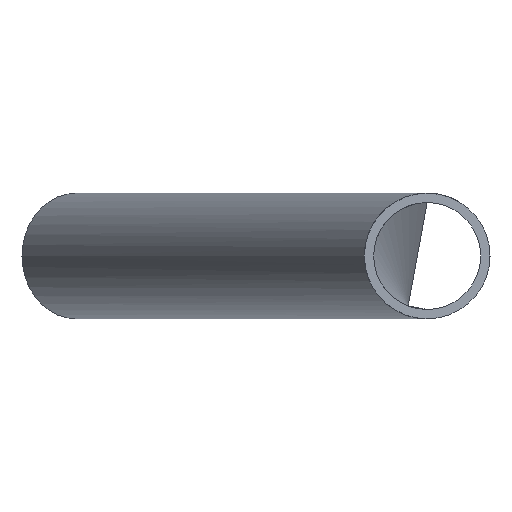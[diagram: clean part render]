
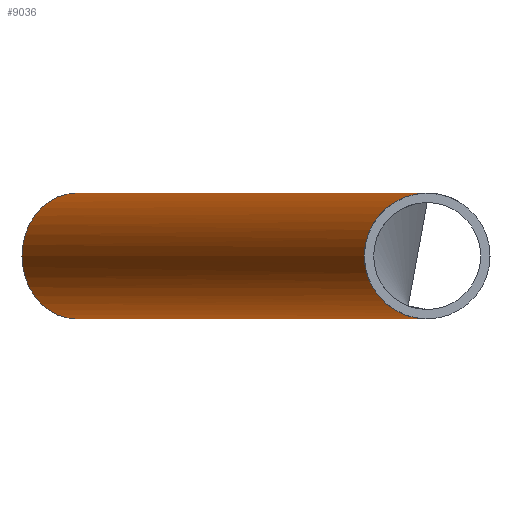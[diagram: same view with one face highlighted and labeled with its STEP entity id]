
A CAD part, left-side view. The second image highlights one B-rep face of the part: STEP entity #9036.
In plain terms, the highlighted cylindrical face has radius 13.45 mm (diameter 26.9 mm), a full revolution.
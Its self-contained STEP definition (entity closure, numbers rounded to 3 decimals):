
#458 = CARTESIAN_POINT ( 'NONE',  ( -23.196, 0., 13.45 ) ) ;
#588 = EDGE_CURVE ( 'NONE', #14287, #16000, #12539, .T. ) ;
#1169 = CIRCLE ( 'NONE', #9113, 13.45 ) ;
#1214 =( BOUNDED_CURVE ( )  B_SPLINE_CURVE ( 3, ( #458, #1802, #6846, #15980 ),
 .UNSPECIFIED., .F., .F. ) 
 B_SPLINE_CURVE_WITH_KNOTS ( ( 4, 4 ),
 ( 4.712, 7.854 ),
 .UNSPECIFIED. ) 
 CURVE ( )  GEOMETRIC_REPRESENTATION_ITEM ( )  RATIONAL_B_SPLINE_CURVE ( ( 1., 0.333, 0.333, 1. ) ) 
 REPRESENTATION_ITEM ( '' )  );
#1802 = CARTESIAN_POINT ( 'NONE',  ( -30.404, 26.9, 13.45 ) ) ;
#2159 = AXIS2_PLACEMENT_3D ( 'NONE', #6946, #7168, #3203 ) ;
#2601 = EDGE_LOOP ( 'NONE', ( #14557 ) ) ;
#3203 = DIRECTION ( 'NONE',  ( -0.5, 0.866, 0. ) ) ;
#4649 = CARTESIAN_POINT ( 'NONE',  ( 77.196, 26.9, 13.45 ) ) ;
#5128 = DIRECTION ( 'NONE',  ( -0.5, 0.866, 0. ) ) ;
#5607 = ORIENTED_EDGE ( 'NONE', *, *, #588, .F. ) ;
#6846 = CARTESIAN_POINT ( 'NONE',  ( -30.404, 26.9, -13.45 ) ) ;
#6946 = CARTESIAN_POINT ( 'NONE',  ( 106.878, 75.098, 0. ) ) ;
#7168 = DIRECTION ( 'NONE',  ( 0.866, 0.5, 0. ) ) ;
#7864 = FACE_OUTER_BOUND ( 'NONE', #16618, .T. ) ;
#8482 = CARTESIAN_POINT ( 'NONE',  ( 100.153, 86.746, 0. ) ) ;
#9005 = CARTESIAN_POINT ( 'NONE',  ( 106.878, 75.098, 0. ) ) ;
#9036 = ADVANCED_FACE ( 'NONE', ( #7864, #10862 ), #12264, .T. ) ;
#9113 = AXIS2_PLACEMENT_3D ( 'NONE', #9005, #15492, #5128 ) ;
#10174 = CARTESIAN_POINT ( 'NONE',  ( -23.196, 0., -13.45 ) ) ;
#10862 = FACE_OUTER_BOUND ( 'NONE', #2601, .T. ) ;
#11039 = CARTESIAN_POINT ( 'NONE',  ( 77.196, 26.9, -13.45 ) ) ;
#11666 = EDGE_CURVE ( 'NONE', #13384, #13384, #1169, .T. ) ;
#12264 = CYLINDRICAL_SURFACE ( 'NONE', #2159, 13.45 ) ;
#12401 = ORIENTED_EDGE ( 'NONE', *, *, #16521, .F. ) ;
#12539 =( BOUNDED_CURVE ( )  B_SPLINE_CURVE ( 3, ( #13689, #11039, #4649, #13739 ),
 .UNSPECIFIED., .F., .F. ) 
 B_SPLINE_CURVE_WITH_KNOTS ( ( 4, 4 ),
 ( 1.571, 4.712 ),
 .UNSPECIFIED. ) 
 CURVE ( )  GEOMETRIC_REPRESENTATION_ITEM ( )  RATIONAL_B_SPLINE_CURVE ( ( 1., 0.333, 0.333, 1. ) ) 
 REPRESENTATION_ITEM ( '' )  );
#13384 = VERTEX_POINT ( 'NONE', #8482 ) ;
#13689 = CARTESIAN_POINT ( 'NONE',  ( -23.196, 0., -13.45 ) ) ;
#13739 = CARTESIAN_POINT ( 'NONE',  ( -23.196, 0., 13.45 ) ) ;
#14287 = VERTEX_POINT ( 'NONE', #10174 ) ;
#14557 = ORIENTED_EDGE ( 'NONE', *, *, #11666, .F. ) ;
#15492 = DIRECTION ( 'NONE',  ( 0.866, 0.5, 0. ) ) ;
#15544 = CARTESIAN_POINT ( 'NONE',  ( -23.196, 0., 13.45 ) ) ;
#15980 = CARTESIAN_POINT ( 'NONE',  ( -23.196, 0., -13.45 ) ) ;
#16000 = VERTEX_POINT ( 'NONE', #15544 ) ;
#16521 = EDGE_CURVE ( 'NONE', #16000, #14287, #1214, .T. ) ;
#16618 = EDGE_LOOP ( 'NONE', ( #5607, #12401 ) ) ;
